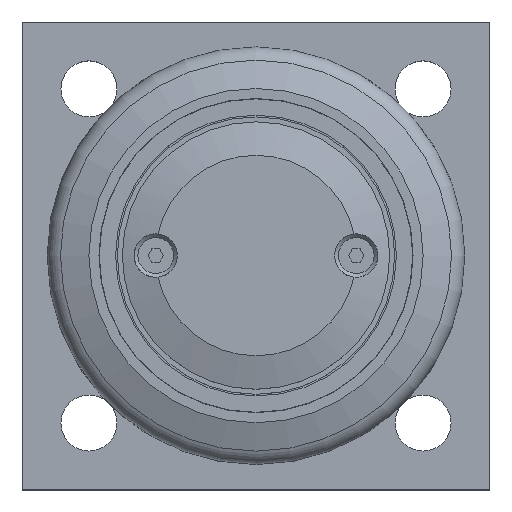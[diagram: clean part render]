
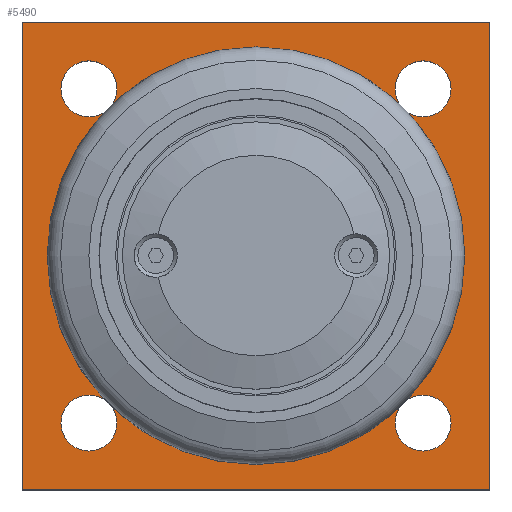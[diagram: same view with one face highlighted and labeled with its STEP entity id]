
A CAD part, top view. The second image highlights one B-rep face of the part: STEP entity #5490.
In plain terms, the highlighted planar face has unit normal (0, 0, 1).
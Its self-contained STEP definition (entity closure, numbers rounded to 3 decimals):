
#39=FACE_BOUND('',#819,.T.);
#40=FACE_BOUND('',#820,.T.);
#41=FACE_BOUND('',#821,.T.);
#42=FACE_BOUND('',#822,.T.);
#43=FACE_BOUND('',#823,.T.);
#218=PLANE('',#6444);
#507=FACE_OUTER_BOUND('',#818,.T.);
#818=EDGE_LOOP('',(#5015,#5016,#5017,#5018));
#819=EDGE_LOOP('',(#5019));
#820=EDGE_LOOP('',(#5020,#5021));
#821=EDGE_LOOP('',(#5022,#5023));
#822=EDGE_LOOP('',(#5024,#5025));
#823=EDGE_LOOP('',(#5026,#5027));
#1473=CIRCLE('',#6419,20.5);
#1475=CIRCLE('',#6423,4.188);
#1476=CIRCLE('',#6424,4.188);
#1478=CIRCLE('',#6427,4.188);
#1479=CIRCLE('',#6428,4.188);
#1481=CIRCLE('',#6431,4.188);
#1482=CIRCLE('',#6432,4.188);
#1484=CIRCLE('',#6435,4.188);
#1485=CIRCLE('',#6436,4.188);
#1680=LINE('',#10288,#1907);
#1684=LINE('',#10296,#1911);
#1687=LINE('',#10302,#1914);
#1690=LINE('',#10307,#1917);
#1907=VECTOR('',#8464,10.);
#1911=VECTOR('',#8470,10.);
#1914=VECTOR('',#8475,10.);
#1917=VECTOR('',#8480,10.);
#2411=VERTEX_POINT('',#10247);
#2413=VERTEX_POINT('',#10254);
#2414=VERTEX_POINT('',#10255);
#2416=VERTEX_POINT('',#10262);
#2417=VERTEX_POINT('',#10263);
#2419=VERTEX_POINT('',#10270);
#2420=VERTEX_POINT('',#10271);
#2422=VERTEX_POINT('',#10278);
#2423=VERTEX_POINT('',#10279);
#2425=VERTEX_POINT('',#10286);
#2426=VERTEX_POINT('',#10287);
#2429=VERTEX_POINT('',#10295);
#2431=VERTEX_POINT('',#10301);
#3274=EDGE_CURVE('',#2411,#2411,#1473,.T.);
#3276=EDGE_CURVE('',#2413,#2414,#1475,.T.);
#3277=EDGE_CURVE('',#2414,#2413,#1476,.T.);
#3280=EDGE_CURVE('',#2416,#2417,#1478,.T.);
#3281=EDGE_CURVE('',#2417,#2416,#1479,.T.);
#3284=EDGE_CURVE('',#2419,#2420,#1481,.T.);
#3285=EDGE_CURVE('',#2420,#2419,#1482,.T.);
#3288=EDGE_CURVE('',#2422,#2423,#1484,.T.);
#3289=EDGE_CURVE('',#2423,#2422,#1485,.T.);
#3292=EDGE_CURVE('',#2425,#2426,#1680,.T.);
#3296=EDGE_CURVE('',#2426,#2429,#1684,.T.);
#3299=EDGE_CURVE('',#2429,#2431,#1687,.T.);
#3302=EDGE_CURVE('',#2431,#2425,#1690,.T.);
#5015=ORIENTED_EDGE('',*,*,#3292,.F.);
#5016=ORIENTED_EDGE('',*,*,#3302,.F.);
#5017=ORIENTED_EDGE('',*,*,#3299,.F.);
#5018=ORIENTED_EDGE('',*,*,#3296,.F.);
#5019=ORIENTED_EDGE('',*,*,#3274,.T.);
#5020=ORIENTED_EDGE('',*,*,#3276,.T.);
#5021=ORIENTED_EDGE('',*,*,#3277,.T.);
#5022=ORIENTED_EDGE('',*,*,#3280,.T.);
#5023=ORIENTED_EDGE('',*,*,#3281,.T.);
#5024=ORIENTED_EDGE('',*,*,#3284,.T.);
#5025=ORIENTED_EDGE('',*,*,#3285,.T.);
#5026=ORIENTED_EDGE('',*,*,#3288,.T.);
#5027=ORIENTED_EDGE('',*,*,#3289,.T.);
#5490=ADVANCED_FACE('',(#507,#39,#40,#41,#42,#43),#218,.T.);
#6419=AXIS2_PLACEMENT_3D('',#10249,#8420,#8421);
#6423=AXIS2_PLACEMENT_3D('',#10256,#8428,#8429);
#6424=AXIS2_PLACEMENT_3D('',#10257,#8430,#8431);
#6427=AXIS2_PLACEMENT_3D('',#10264,#8437,#8438);
#6428=AXIS2_PLACEMENT_3D('',#10265,#8439,#8440);
#6431=AXIS2_PLACEMENT_3D('',#10272,#8446,#8447);
#6432=AXIS2_PLACEMENT_3D('',#10273,#8448,#8449);
#6435=AXIS2_PLACEMENT_3D('',#10280,#8455,#8456);
#6436=AXIS2_PLACEMENT_3D('',#10281,#8457,#8458);
#6444=AXIS2_PLACEMENT_3D('',#10312,#8486,#8487);
#8420=DIRECTION('center_axis',(0.,0.,-1.));
#8421=DIRECTION('ref_axis',(-1.,0.,0.));
#8428=DIRECTION('center_axis',(0.,0.,-1.));
#8429=DIRECTION('ref_axis',(1.,0.,0.));
#8430=DIRECTION('center_axis',(0.,0.,-1.));
#8431=DIRECTION('ref_axis',(1.,0.,0.));
#8437=DIRECTION('center_axis',(0.,0.,-1.));
#8438=DIRECTION('ref_axis',(1.,0.,0.));
#8439=DIRECTION('center_axis',(0.,0.,-1.));
#8440=DIRECTION('ref_axis',(1.,0.,0.));
#8446=DIRECTION('center_axis',(0.,0.,-1.));
#8447=DIRECTION('ref_axis',(1.,0.,0.));
#8448=DIRECTION('center_axis',(0.,0.,-1.));
#8449=DIRECTION('ref_axis',(1.,0.,0.));
#8455=DIRECTION('center_axis',(0.,0.,-1.));
#8456=DIRECTION('ref_axis',(1.,0.,0.));
#8457=DIRECTION('center_axis',(0.,0.,-1.));
#8458=DIRECTION('ref_axis',(1.,0.,0.));
#8464=DIRECTION('',(0.,1.,0.));
#8470=DIRECTION('',(1.,0.,0.));
#8475=DIRECTION('',(0.,-1.,0.));
#8480=DIRECTION('',(-1.,0.,0.));
#8486=DIRECTION('center_axis',(0.,0.,1.));
#8487=DIRECTION('ref_axis',(1.,0.,0.));
#10247=CARTESIAN_POINT('',(55.5,35.,12.));
#10249=CARTESIAN_POINT('Origin',(35.,35.,12.));
#10254=CARTESIAN_POINT('',(14.188,10.,12.));
#10255=CARTESIAN_POINT('',(5.812,10.,12.));
#10256=CARTESIAN_POINT('Origin',(10.,10.,12.));
#10257=CARTESIAN_POINT('Origin',(10.,10.,12.));
#10262=CARTESIAN_POINT('',(64.188,10.,12.));
#10263=CARTESIAN_POINT('',(55.812,10.,12.));
#10264=CARTESIAN_POINT('Origin',(60.,10.,12.));
#10265=CARTESIAN_POINT('Origin',(60.,10.,12.));
#10270=CARTESIAN_POINT('',(64.188,60.,12.));
#10271=CARTESIAN_POINT('',(55.812,60.,12.));
#10272=CARTESIAN_POINT('Origin',(60.,60.,12.));
#10273=CARTESIAN_POINT('Origin',(60.,60.,12.));
#10278=CARTESIAN_POINT('',(14.188,60.,12.));
#10279=CARTESIAN_POINT('',(5.812,60.,12.));
#10280=CARTESIAN_POINT('Origin',(10.,60.,12.));
#10281=CARTESIAN_POINT('Origin',(10.,60.,12.));
#10286=CARTESIAN_POINT('',(0.,0.,12.));
#10287=CARTESIAN_POINT('',(0.,70.,12.));
#10288=CARTESIAN_POINT('',(0.,70.,12.));
#10295=CARTESIAN_POINT('',(70.,70.,12.));
#10296=CARTESIAN_POINT('',(70.,70.,12.));
#10301=CARTESIAN_POINT('',(70.,0.,12.));
#10302=CARTESIAN_POINT('',(70.,0.,12.));
#10307=CARTESIAN_POINT('',(0.,0.,12.));
#10312=CARTESIAN_POINT('Origin',(35.,35.,12.));
